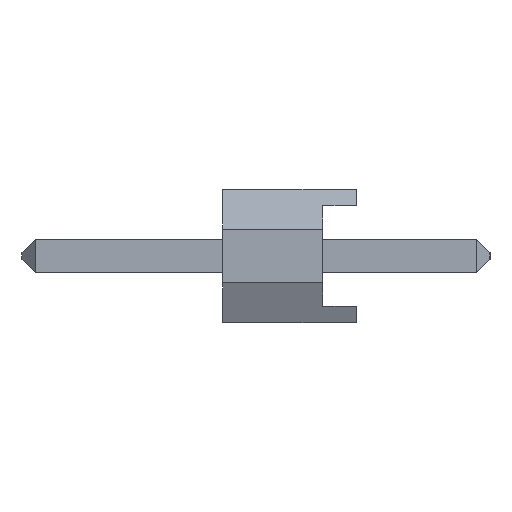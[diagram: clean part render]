
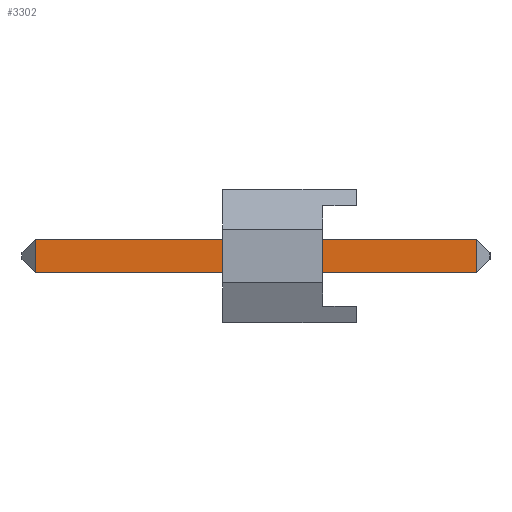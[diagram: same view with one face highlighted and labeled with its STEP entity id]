
A CAD part, left-side view. The second image highlights one B-rep face of the part: STEP entity #3302.
In plain terms, the highlighted planar face has unit normal (-1, 0, 0).
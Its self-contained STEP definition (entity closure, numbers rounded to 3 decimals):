
#950=ORIENTED_EDGE('',*,*,#1405,.T.);
#951=ORIENTED_EDGE('',*,*,#1411,.F.);
#952=ORIENTED_EDGE('',*,*,#1400,.F.);
#953=ORIENTED_EDGE('',*,*,#1427,.T.);
#1400=EDGE_CURVE('',#1712,#1713,#2154,.T.);
#1405=EDGE_CURVE('',#1718,#1717,#2159,.T.);
#1411=EDGE_CURVE('',#1713,#1717,#2165,.T.);
#1427=EDGE_CURVE('',#1712,#1718,#2181,.T.);
#1712=VERTEX_POINT('',#5156);
#1713=VERTEX_POINT('',#5157);
#1717=VERTEX_POINT('',#5166);
#1718=VERTEX_POINT('',#5168);
#2154=LINE('',#5155,#2608);
#2159=LINE('',#5167,#2613);
#2165=LINE('',#5178,#2619);
#2181=LINE('',#5205,#2635);
#2608=VECTOR('',#4224,1000.);
#2613=VECTOR('',#4231,1000.);
#2619=VECTOR('',#4239,1000.);
#2635=VECTOR('',#4265,1000.);
#2808=EDGE_LOOP('',(#950,#951,#952,#953));
#2986=FACE_BOUND('',#2808,.T.);
#3144=PLANE('',#3488);
#3302=ADVANCED_FACE('',(#2986),#3144,.F.);
#3488=AXIS2_PLACEMENT_3D('',#5206,#4266,#4267);
#4224=DIRECTION('',(0.,-1.,0.));
#4231=DIRECTION('',(0.,-1.,0.));
#4239=DIRECTION('',(0.,0.,-1.));
#4265=DIRECTION('',(0.,0.,-1.));
#4266=DIRECTION('',(1.,0.,0.));
#4267=DIRECTION('',(0.,0.,-1.));
#5155=CARTESIAN_POINT('',(-0.25,-1.,0.25));
#5156=CARTESIAN_POINT('',(-0.25,2.8,0.25));
#5157=CARTESIAN_POINT('',(-0.25,-3.8,0.25));
#5166=CARTESIAN_POINT('',(-0.25,-3.8,-0.25));
#5167=CARTESIAN_POINT('',(-0.25,-1.,-0.25));
#5168=CARTESIAN_POINT('',(-0.25,2.8,-0.25));
#5178=CARTESIAN_POINT('',(-0.25,-3.8,0.25));
#5205=CARTESIAN_POINT('',(-0.25,2.8,0.25));
#5206=CARTESIAN_POINT('',(-0.25,-1.,0.25));
